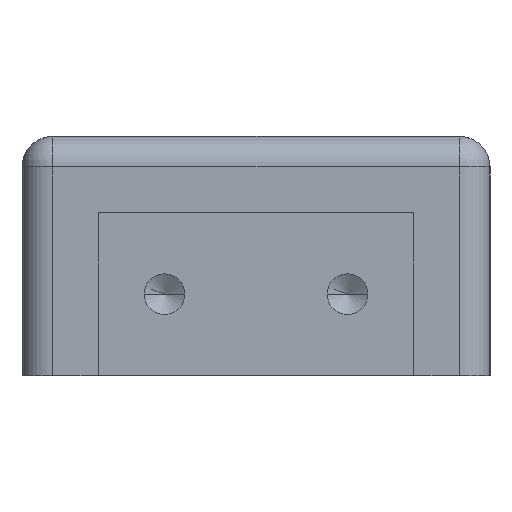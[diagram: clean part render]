
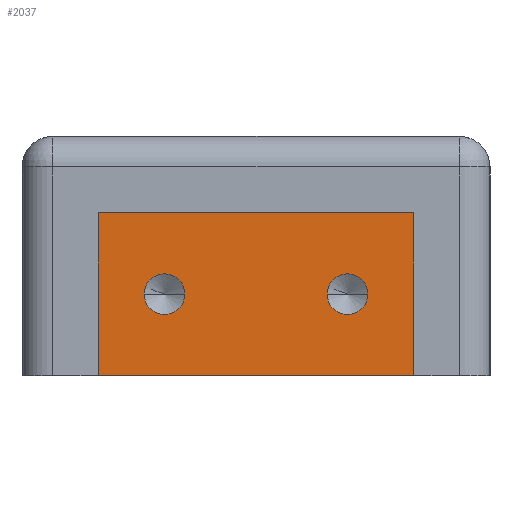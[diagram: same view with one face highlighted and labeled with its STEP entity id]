
A CAD part, front view. The second image highlights one B-rep face of the part: STEP entity #2037.
In plain terms, the highlighted face is planar.
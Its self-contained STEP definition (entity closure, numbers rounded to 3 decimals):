
#28 = ORIENTED_EDGE ( 'NONE', *, *, #149, .T. ) ;
#89 = VERTEX_POINT ( 'NONE', #460 ) ;
#114 = VECTOR ( 'NONE', #2028, 1000. ) ;
#149 = EDGE_CURVE ( 'NONE', #1469, #2486, #2372, .T. ) ;
#165 = CARTESIAN_POINT ( 'NONE',  ( 235.5, 67.5, 11. ) ) ;
#206 = VECTOR ( 'NONE', #524, 1000. ) ;
#228 = DIRECTION ( 'NONE',  ( 1., 0., 0. ) ) ;
#264 = LINE ( 'NONE', #2276, #114 ) ;
#272 = EDGE_CURVE ( 'NONE', #280, #1469, #2051, .T. ) ;
#280 = VERTEX_POINT ( 'NONE', #2411 ) ;
#295 = VECTOR ( 'NONE', #2540, 1000. ) ;
#338 = PLANE ( 'NONE',  #2406 ) ;
#418 = CIRCLE ( 'NONE', #1946, 2. ) ;
#441 = DIRECTION ( 'NONE',  ( 0., 0., -1. ) ) ;
#460 = CARTESIAN_POINT ( 'NONE',  ( 235.5, 67.5, -7. ) ) ;
#488 = DIRECTION ( 'NONE',  ( 0., 0., 1. ) ) ;
#524 = DIRECTION ( 'NONE',  ( 0., 1., 0. ) ) ;
#527 = CIRCLE ( 'NONE', #1653, 2. ) ;
#606 = DIRECTION ( 'NONE',  ( -1., 0., 0. ) ) ;
#673 = CARTESIAN_POINT ( 'NONE',  ( 235.5, 67.5, -9. ) ) ;
#759 = EDGE_CURVE ( 'NONE', #1806, #1911, #1682, .T. ) ;
#782 = CARTESIAN_POINT ( 'NONE',  ( 235.5, 75.5, -15.5 ) ) ;
#811 = VECTOR ( 'NONE', #488, 1000. ) ;
#844 = FACE_OUTER_BOUND ( 'NONE', #2618, .T. ) ;
#900 = AXIS2_PLACEMENT_3D ( 'NONE', #2917, #2685, #2444 ) ;
#903 = DIRECTION ( 'NONE',  ( 0., 0., -1. ) ) ;
#912 = CARTESIAN_POINT ( 'NONE',  ( 235.5, 67.5, 9. ) ) ;
#922 = CARTESIAN_POINT ( 'NONE',  ( 235.5, 75.5, 15.5 ) ) ;
#934 = ORIENTED_EDGE ( 'NONE', *, *, #2850, .T. ) ;
#949 = ORIENTED_EDGE ( 'NONE', *, *, #272, .T. ) ;
#1015 = EDGE_LOOP ( 'NONE', ( #1945, #1872 ) ) ;
#1037 = DIRECTION ( 'NONE',  ( 0., 0., 1. ) ) ;
#1164 = AXIS2_PLACEMENT_3D ( 'NONE', #1166, #2595, #1905 ) ;
#1166 = CARTESIAN_POINT ( 'NONE',  ( 235.5, 67.5, 9. ) ) ;
#1326 = EDGE_CURVE ( 'NONE', #89, #2820, #527, .T. ) ;
#1469 = VERTEX_POINT ( 'NONE', #2170 ) ;
#1532 = LINE ( 'NONE', #3029, #295 ) ;
#1555 = EDGE_LOOP ( 'NONE', ( #2250, #2586 ) ) ;
#1627 = EDGE_CURVE ( 'NONE', #2820, #89, #2302, .T. ) ;
#1653 = AXIS2_PLACEMENT_3D ( 'NONE', #673, #228, #441 ) ;
#1682 = CIRCLE ( 'NONE', #1164, 2. ) ;
#1706 = ORIENTED_EDGE ( 'NONE', *, *, #2782, .T. ) ;
#1715 = CARTESIAN_POINT ( 'NONE',  ( 235.5, 75.5, 15.5 ) ) ;
#1806 = VERTEX_POINT ( 'NONE', #2127 ) ;
#1843 = DIRECTION ( 'NONE',  ( 1., 0., 0. ) ) ;
#1865 = FACE_BOUND ( 'NONE', #1015, .T. ) ;
#1872 = ORIENTED_EDGE ( 'NONE', *, *, #1326, .F. ) ;
#1905 = DIRECTION ( 'NONE',  ( 0., 0., -1. ) ) ;
#1911 = VERTEX_POINT ( 'NONE', #165 ) ;
#1945 = ORIENTED_EDGE ( 'NONE', *, *, #1627, .F. ) ;
#1946 = AXIS2_PLACEMENT_3D ( 'NONE', #912, #1843, #903 ) ;
#2028 = DIRECTION ( 'NONE',  ( 0., -1., 0. ) ) ;
#2037 = ADVANCED_FACE ( 'NONE', ( #2777, #1865, #844 ), #338, .F. ) ;
#2051 = LINE ( 'NONE', #782, #206 ) ;
#2127 = CARTESIAN_POINT ( 'NONE',  ( 235.5, 67.5, 7. ) ) ;
#2170 = CARTESIAN_POINT ( 'NONE',  ( 235.5, 75.5, -15.5 ) ) ;
#2250 = ORIENTED_EDGE ( 'NONE', *, *, #759, .F. ) ;
#2276 = CARTESIAN_POINT ( 'NONE',  ( 235.5, 75.5, 15.5 ) ) ;
#2302 = CIRCLE ( 'NONE', #900, 2. ) ;
#2372 = LINE ( 'NONE', #922, #811 ) ;
#2406 = AXIS2_PLACEMENT_3D ( 'NONE', #2427, #606, #1037 ) ;
#2411 = CARTESIAN_POINT ( 'NONE',  ( 235.5, 59.5, -15.5 ) ) ;
#2427 = CARTESIAN_POINT ( 'NONE',  ( 235.5, 0., 0. ) ) ;
#2444 = DIRECTION ( 'NONE',  ( 0., 0., -1. ) ) ;
#2486 = VERTEX_POINT ( 'NONE', #1715 ) ;
#2490 = CARTESIAN_POINT ( 'NONE',  ( 235.5, 59.5, 15.5 ) ) ;
#2540 = DIRECTION ( 'NONE',  ( 0., 0., -1. ) ) ;
#2586 = ORIENTED_EDGE ( 'NONE', *, *, #2931, .F. ) ;
#2595 = DIRECTION ( 'NONE',  ( 1., 0., 0. ) ) ;
#2618 = EDGE_LOOP ( 'NONE', ( #28, #1706, #934, #949 ) ) ;
#2685 = DIRECTION ( 'NONE',  ( 1., 0., 0. ) ) ;
#2715 = VERTEX_POINT ( 'NONE', #2490 ) ;
#2731 = CARTESIAN_POINT ( 'NONE',  ( 235.5, 67.5, -11. ) ) ;
#2777 = FACE_BOUND ( 'NONE', #1555, .T. ) ;
#2782 = EDGE_CURVE ( 'NONE', #2486, #2715, #264, .T. ) ;
#2820 = VERTEX_POINT ( 'NONE', #2731 ) ;
#2850 = EDGE_CURVE ( 'NONE', #2715, #280, #1532, .T. ) ;
#2917 = CARTESIAN_POINT ( 'NONE',  ( 235.5, 67.5, -9. ) ) ;
#2931 = EDGE_CURVE ( 'NONE', #1911, #1806, #418, .T. ) ;
#3029 = CARTESIAN_POINT ( 'NONE',  ( 235.5, 59.5, 15.5 ) ) ;
